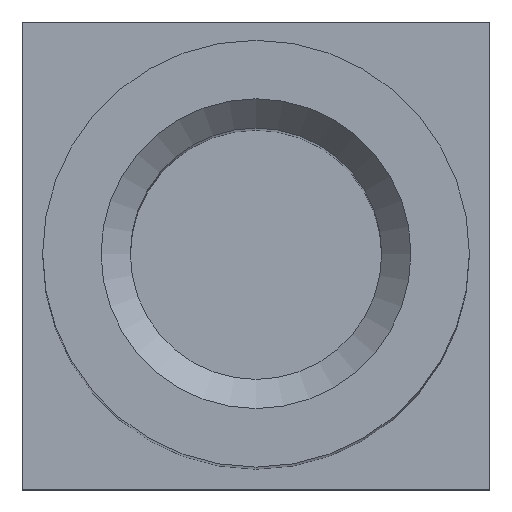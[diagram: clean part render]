
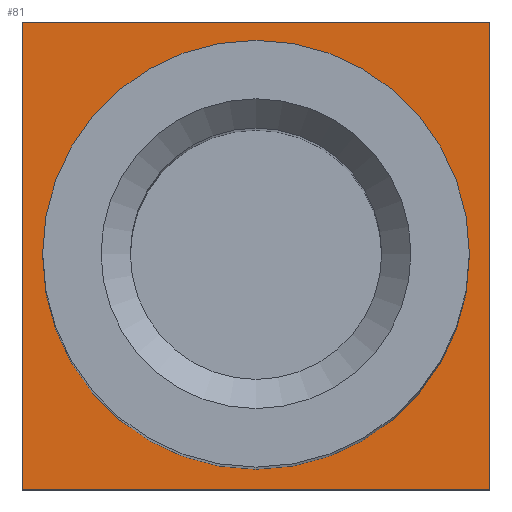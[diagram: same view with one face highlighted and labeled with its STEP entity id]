
A CAD part, top view. The second image highlights one B-rep face of the part: STEP entity #81.
In plain terms, the highlighted planar face has unit normal (0, 0, 1).
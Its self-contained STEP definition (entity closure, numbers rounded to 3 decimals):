
#81 = ADVANCED_FACE( '', ( #102, #103 ), #104, .F. );
#102 = FACE_BOUND( '', #129, .T. );
#103 = FACE_OUTER_BOUND( '', #130, .T. );
#104 = PLANE( '', #131 );
#129 = EDGE_LOOP( '', ( #177 ) );
#130 = EDGE_LOOP( '', ( #178, #179, #180, #181 ) );
#131 = AXIS2_PLACEMENT_3D( '', #182, #183, #184 );
#177 = ORIENTED_EDGE( '', *, *, #221, .T. );
#178 = ORIENTED_EDGE( '', *, *, #222, .F. );
#179 = ORIENTED_EDGE( '', *, *, #223, .F. );
#180 = ORIENTED_EDGE( '', *, *, #218, .F. );
#181 = ORIENTED_EDGE( '', *, *, #215, .F. );
#182 = CARTESIAN_POINT( '', ( 8., 8., 0. ) );
#183 = DIRECTION( '', ( 0., 0., -1. ) );
#184 = DIRECTION( '', ( -1., 0., 0. ) );
#215 = EDGE_CURVE( '', #239, #240, #241, .T. );
#218 = EDGE_CURVE( '', #240, #244, #245, .T. );
#221 = EDGE_CURVE( '', #249, #249, #250, .T. );
#222 = EDGE_CURVE( '', #251, #239, #252, .T. );
#223 = EDGE_CURVE( '', #244, #251, #253, .T. );
#239 = VERTEX_POINT( '', #273 );
#240 = VERTEX_POINT( '', #274 );
#241 = LINE( '', #275, #276 );
#244 = VERTEX_POINT( '', #281 );
#245 = LINE( '', #282, #283 );
#249 = VERTEX_POINT( '', #288 );
#250 = CIRCLE( '', #289, 7.3 );
#251 = VERTEX_POINT( '', #290 );
#252 = LINE( '', #291, #292 );
#253 = LINE( '', #293, #294 );
#273 = CARTESIAN_POINT( '', ( 8., 8., 0. ) );
#274 = CARTESIAN_POINT( '', ( 8., -8., 0. ) );
#275 = CARTESIAN_POINT( '', ( 8., 8., 0. ) );
#276 = VECTOR( '', #310, 1000. );
#281 = CARTESIAN_POINT( '', ( -8., -8., 0. ) );
#282 = CARTESIAN_POINT( '', ( 8., -8., 0. ) );
#283 = VECTOR( '', #313, 1000. );
#288 = CARTESIAN_POINT( '', ( 7.3, 0., 0. ) );
#289 = AXIS2_PLACEMENT_3D( '', #318, #319, #320 );
#290 = CARTESIAN_POINT( '', ( -8., 8., 0. ) );
#291 = CARTESIAN_POINT( '', ( -8., 8., 0. ) );
#292 = VECTOR( '', #321, 1000. );
#293 = CARTESIAN_POINT( '', ( -8., -8., 0. ) );
#294 = VECTOR( '', #322, 1000. );
#310 = DIRECTION( '', ( 0., -1., 0. ) );
#313 = DIRECTION( '', ( -1., 0., 0. ) );
#318 = CARTESIAN_POINT( '', ( 0., 0., 0. ) );
#319 = DIRECTION( '', ( 0., 0., -1. ) );
#320 = DIRECTION( '', ( 1., 0., 0. ) );
#321 = DIRECTION( '', ( 1., 0., 0. ) );
#322 = DIRECTION( '', ( 0., 1., 0. ) );
